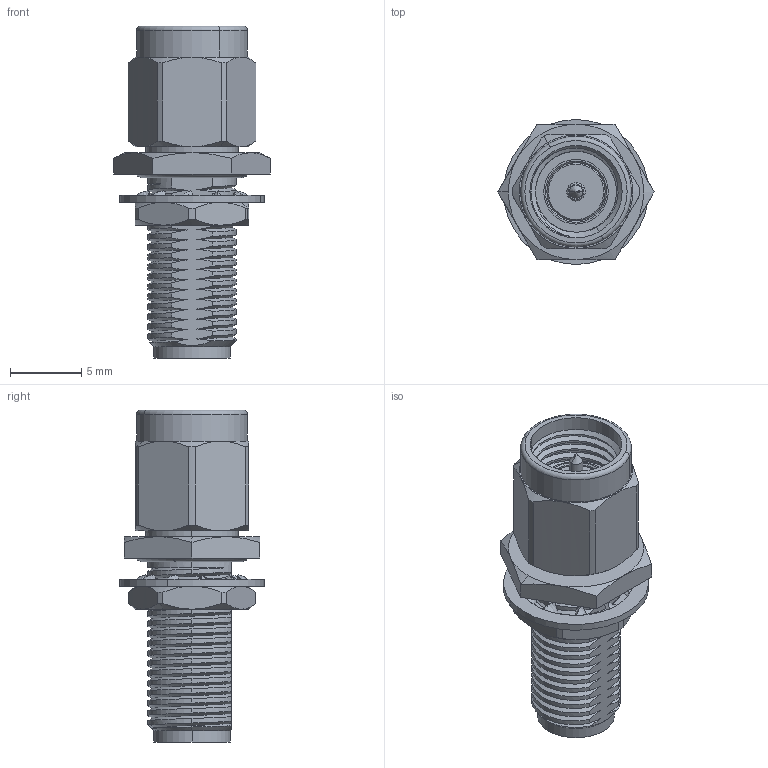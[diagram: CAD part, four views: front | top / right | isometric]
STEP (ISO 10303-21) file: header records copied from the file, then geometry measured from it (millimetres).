
FILE_DESCRIPTION (( 'STEP AP203' ), '1' );
FILE_NAME ('LCAD9014_3D.STEP', '2022-08-22T18:23:14', ( '' ), ( '' ), 'SwSTEP 2.0', 'SolidWorks 2021', '' );
FILE_SCHEMA (( 'CONFIG_CONTROL_DESIGN' ));
Length unit declared in the file: inch
Products named in the file (1): LCAD9014_3D
Bounding box: 11 x 10.2 x 23.37 mm (x, y, z)
Volume: 825.6 mm3; surface area: 1412.9 mm2
Topology: 2 solids, 2 shells, 424 faces, 1161 edges, 754 vertices
Faces by surface type: cylinder 130, bspline 118, plane 95, cone 65, torus 16
Entity records: 18918 total; most frequent: CARTESIAN_POINT 9736, ORIENTED_EDGE 2314, DIRECTION 1423, EDGE_CURVE 1157, VERTEX_POINT 754, AXIS2_PLACEMENT_3D 581, EDGE_LOOP 455, B_SPLINE_CURVE_WITH_KNOTS 432
